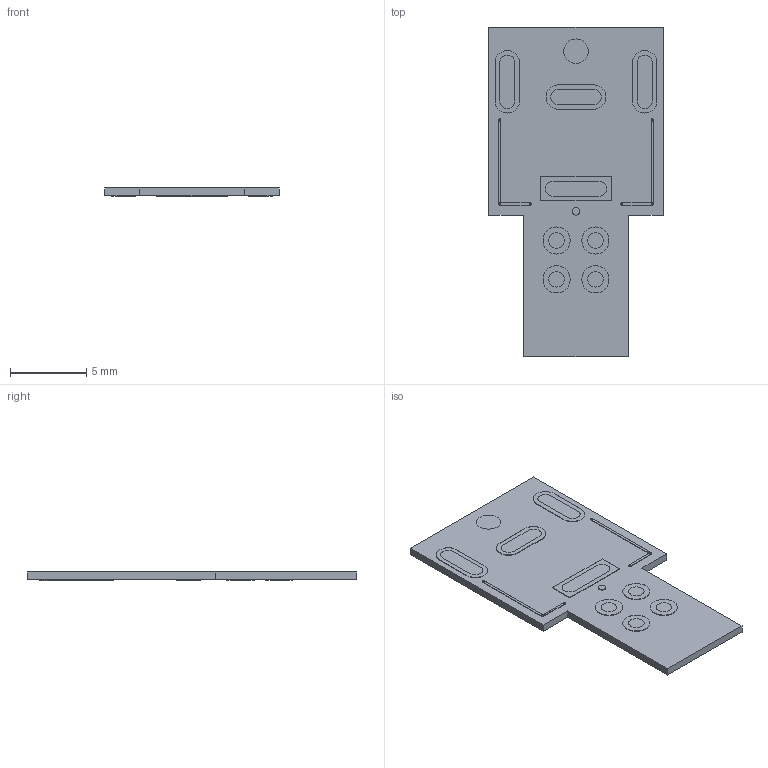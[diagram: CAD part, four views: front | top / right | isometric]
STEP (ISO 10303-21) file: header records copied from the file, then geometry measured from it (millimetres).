
FILE_DESCRIPTION( ( '' ), ' ' );
FILE_NAME( '5c9f96996bf5c116aacae532.step', '2019-03-30T16:17:30', ( '' ), ( '' ), ' ', ' ', ' ' );
FILE_SCHEMA( ( 'AUTOMOTIVE_DESIGN { 1 0 10303 214 1 1 1 1 }' ) );
Length unit declared in the file: metre
Products named in the file (40): Assem1; Open CASCADE STEP translator 6.8 11; Open CASCADE STEP translator 6.8 16; Open CASCADE STEP translator 6.8 33; Open CASCADE STEP translator 6.8 9; Open CASCADE STEP translator 6.8 35; Open CASCADE STEP translator 6.8 38; Open CASCADE STEP translator 6.8 12; Open CASCADE STEP translator 6.8 36; Open CASCADE STEP translator 6.8 17; Open CASCADE STEP translator 6.8 2; Open CASCADE STEP translator 6.8 8; Open CASCADE STEP translator 6.8 24; Open CASCADE STEP translator 6.8 1; Open CASCADE STEP translator 6.8 23; Open CASCADE STEP translator 6.8 7; Open CASCADE STEP translator 6.8 27; Open CASCADE STEP translator 6.8 28; Open CASCADE STEP translator 6.8 3; Open CASCADE STEP translator 6.8 26; Open CASCADE STEP translator 6.8 4; Open CASCADE STEP translator 6.8 22; Open CASCADE STEP translator 6.8 21; Open CASCADE STEP translator 6.8 25; Open CASCADE STEP translator 6.8 6; Open CASCADE STEP translator 6.8 37; Open CASCADE STEP translator 6.8 19; Open CASCADE STEP translator 6.8 15; Open CASCADE STEP translator 6.8 5; Open CASCADE STEP translator 6.8 10; Open CASCADE STEP translator 6.8 34; Open CASCADE STEP translator 6.8 31; Open CASCADE STEP translator 6.8 14; Open CASCADE STEP translator 6.8 30; Open CASCADE STEP translator 6.8 13; Open CASCADE STEP translator 6.8 20; Open CASCADE STEP translator 6.8 29; Open CASCADE STEP translator 6.8 32; Open CASCADE STEP translator 6.8 18; Open CASCADE STEP translator 6.8 39
Assembly tree (39 placements, depth 2):
  Assem1
    Open CASCADE STEP translator 6.8 11
    Open CASCADE STEP translator 6.8 16
    Open CASCADE STEP translator 6.8 33
    Open CASCADE STEP translator 6.8 9
    Open CASCADE STEP translator 6.8 35
    Open CASCADE STEP translator 6.8 38
    Open CASCADE STEP translator 6.8 12
    Open CASCADE STEP translator 6.8 36
    Open CASCADE STEP translator 6.8 17
    Open CASCADE STEP translator 6.8 2
    Open CASCADE STEP translator 6.8 8
    Open CASCADE STEP translator 6.8 24
    Open CASCADE STEP translator 6.8 1
    Open CASCADE STEP translator 6.8 23
    Open CASCADE STEP translator 6.8 7
    Open CASCADE STEP translator 6.8 27
    Open CASCADE STEP translator 6.8 28
    Open CASCADE STEP translator 6.8 3
    Open CASCADE STEP translator 6.8 26
    Open CASCADE STEP translator 6.8 4
    Open CASCADE STEP translator 6.8 22
    Open CASCADE STEP translator 6.8 21
    Open CASCADE STEP translator 6.8 25
    Open CASCADE STEP translator 6.8 6
    Open CASCADE STEP translator 6.8 37
    Open CASCADE STEP translator 6.8 19
    Open CASCADE STEP translator 6.8 15
    Open CASCADE STEP translator 6.8 5
    Open CASCADE STEP translator 6.8 10
    Open CASCADE STEP translator 6.8 34
    Open CASCADE STEP translator 6.8 31
    Open CASCADE STEP translator 6.8 14
    Open CASCADE STEP translator 6.8 30
    Open CASCADE STEP translator 6.8 13
    Open CASCADE STEP translator 6.8 20
    Open CASCADE STEP translator 6.8 29
    Open CASCADE STEP translator 6.8 32
    Open CASCADE STEP translator 6.8 18
    Open CASCADE STEP translator 6.8 39
Bounding box: 11.43 x 21.59 x 0.6 mm (x, y, z)
Volume: 117.5 mm3; surface area: 661.1 mm2
Topology: 39 solids, 39 shells, 172 faces, 282 edges, 188 vertices
Faces by surface type: plane 130, cylinder 42
Full cylindrical faces by diameter (mm): 0.15 x8, 0.5 x1, 1.016 x4, 1.6 x1, 1.778 x8
Entity records: 7182 total; most frequent: DIRECTION 768, CARTESIAN_POINT 660, ORIENTED_EDGE 520, STYLED_ITEM 432, PRESENTATION_STYLE_ASSIGNMENT 432, COLOUR_RGB 432, AXIS2_PLACEMENT_3D 296, EDGE_CURVE 260
